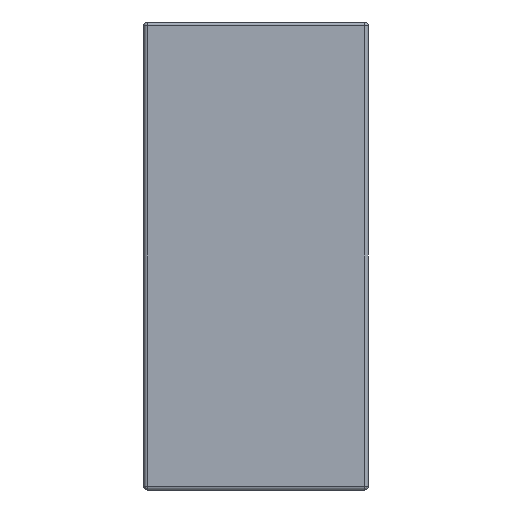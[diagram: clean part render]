
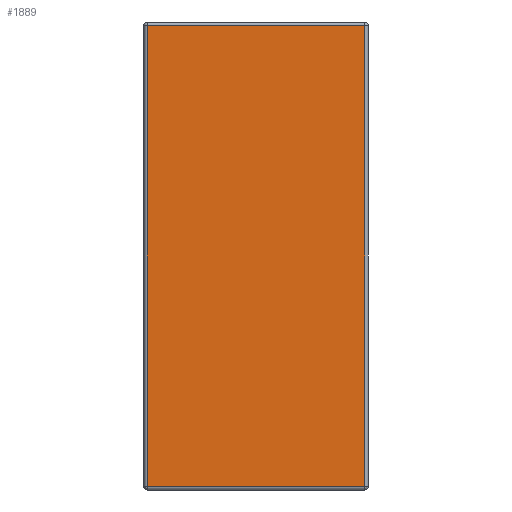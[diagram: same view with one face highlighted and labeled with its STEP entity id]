
A CAD part, left-side view. The second image highlights one B-rep face of the part: STEP entity #1889.
In plain terms, the highlighted planar face has unit normal (-1, 0, 0).
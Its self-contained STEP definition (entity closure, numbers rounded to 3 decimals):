
#32 = EDGE_CURVE ( 'NONE', #341, #1328, #720, .T. ) ;
#128 = ORIENTED_EDGE ( 'NONE', *, *, #750, .F. ) ;
#201 = CARTESIAN_POINT ( 'NONE',  ( 0., 0.01, -1.24 ) ) ;
#236 = EDGE_LOOP ( 'NONE', ( #1733, #128, #662, #1982 ) ) ;
#258 = FACE_OUTER_BOUND ( 'NONE', #236, .T. ) ;
#317 = LINE ( 'NONE', #1343, #1892 ) ;
#336 = CARTESIAN_POINT ( 'NONE',  ( 0., 0.59, -0.01 ) ) ;
#341 = VERTEX_POINT ( 'NONE', #336 ) ;
#454 = CARTESIAN_POINT ( 'NONE',  ( 0., 0.01, -0.01 ) ) ;
#566 = DIRECTION ( 'NONE',  ( 1., 0., 0. ) ) ;
#662 = ORIENTED_EDGE ( 'NONE', *, *, #32, .F. ) ;
#683 = AXIS2_PLACEMENT_3D ( 'NONE', #1479, #566, #1634 ) ;
#720 = LINE ( 'NONE', #936, #1117 ) ;
#727 = DIRECTION ( 'NONE',  ( 0., 0., -1. ) ) ;
#750 = EDGE_CURVE ( 'NONE', #1328, #1073, #317, .T. ) ;
#936 = CARTESIAN_POINT ( 'NONE',  ( 0., 0.6, -0.01 ) ) ;
#1067 = LINE ( 'NONE', #1631, #1871 ) ;
#1073 = VERTEX_POINT ( 'NONE', #201 ) ;
#1117 = VECTOR ( 'NONE', #1380, 1000. ) ;
#1145 = EDGE_CURVE ( 'NONE', #1073, #1670, #1067, .T. ) ;
#1210 = VECTOR ( 'NONE', #1527, 1000. ) ;
#1328 = VERTEX_POINT ( 'NONE', #454 ) ;
#1343 = CARTESIAN_POINT ( 'NONE',  ( 0., 0.01, 0. ) ) ;
#1376 = EDGE_CURVE ( 'NONE', #1670, #341, #1615, .T. ) ;
#1380 = DIRECTION ( 'NONE',  ( 0., -1., 0. ) ) ;
#1393 = CARTESIAN_POINT ( 'NONE',  ( 0., 0.59, -1.24 ) ) ;
#1465 = DIRECTION ( 'NONE',  ( 0., 1., 0. ) ) ;
#1479 = CARTESIAN_POINT ( 'NONE',  ( 0., 0.6, 0. ) ) ;
#1527 = DIRECTION ( 'NONE',  ( 0., 0., 1. ) ) ;
#1615 = LINE ( 'NONE', #1675, #1210 ) ;
#1631 = CARTESIAN_POINT ( 'NONE',  ( 0., 0.6, -1.24 ) ) ;
#1634 = DIRECTION ( 'NONE',  ( 0., 0., -1. ) ) ;
#1670 = VERTEX_POINT ( 'NONE', #1393 ) ;
#1675 = CARTESIAN_POINT ( 'NONE',  ( 0., 0.59, -1.25 ) ) ;
#1733 = ORIENTED_EDGE ( 'NONE', *, *, #1145, .F. ) ;
#1772 = PLANE ( 'NONE',  #683 ) ;
#1871 = VECTOR ( 'NONE', #1465, 1000. ) ;
#1889 = ADVANCED_FACE ( 'NONE', ( #258 ), #1772, .F. ) ;
#1892 = VECTOR ( 'NONE', #727, 1000. ) ;
#1982 = ORIENTED_EDGE ( 'NONE', *, *, #1376, .F. ) ;
